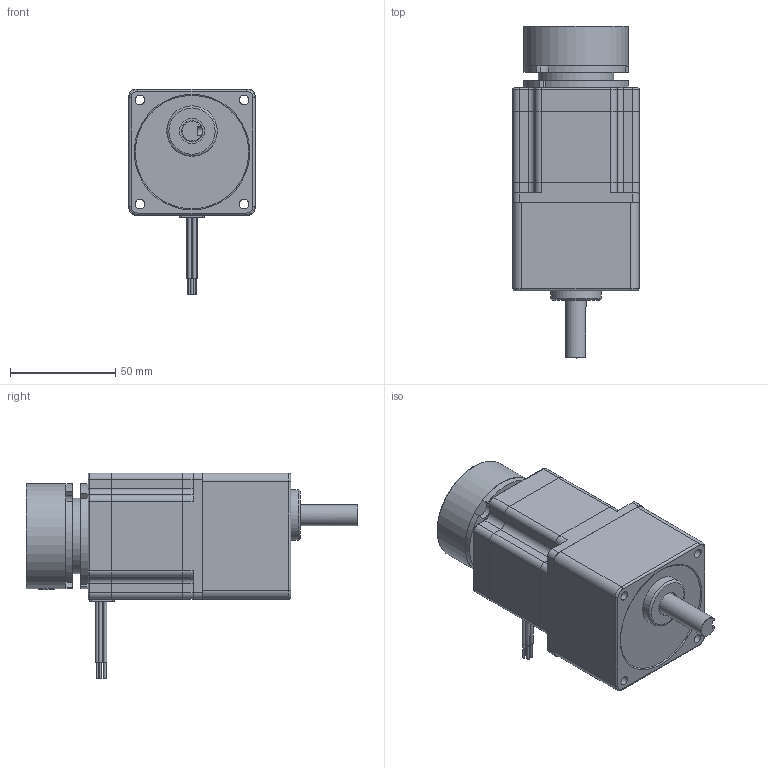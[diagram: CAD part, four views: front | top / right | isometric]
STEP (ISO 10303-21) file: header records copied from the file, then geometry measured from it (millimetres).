
FILE_DESCRIPTION( ( '' ), '1' );
FILE_NAME( 'MS566DG-AM-中高比平行軸減速機.stp', '2021-11-16T03:25:18', ( 'Dimamotor' ), ( 'Dimamotor' ), 'PSStep 17.0.49', ' ', ' ' );
FILE_SCHEMA( ( 'AUTOMOTIVE_DESIGN { 1 0 10303 214 1 1 1 1 }' ) );
Length unit declared in the file: millimetre
Products named in the file (7): MS566DG-A; MS56-單軸下蓋; MS566D-定子; MS566DG-上蓋; Assem1; AM-剎車器; GL620 中高比減速機
Assembly tree (6 placements, depth 3):
  Assem1
    AM-剎車器
    GL620 中高比減速機
    MS566DG-A
      MS56-單軸下蓋
      MS566D-定子
      MS566DG-上蓋
Bounding box: 60 x 158 x 98 mm (x, y, z)
Volume: 346015.2 mm3; surface area: 67814.5 mm2
Topology: 5 solids, 5 shells, 228 faces, 551 edges, 356 vertices
Faces by surface type: cylinder 108, plane 99, torus 20, cone 1
Full cylindrical faces by diameter (mm): 1 x5, 1.5 x2, 1.6 x5, 4.5 x4, 5 x4, 6 x1, 7.5 x1, 10 x3, 12 x2, 24 x1, 36 x1, 50 x1, 54 x1
Entity records: 8552 total; most frequent: DIRECTION 1214, CARTESIAN_POINT 1196, ORIENTED_EDGE 1020, EDGE_CURVE 510, AXIS2_PLACEMENT_3D 472, VERTEX_POINT 350, EDGE_LOOP 306, LINE 270
